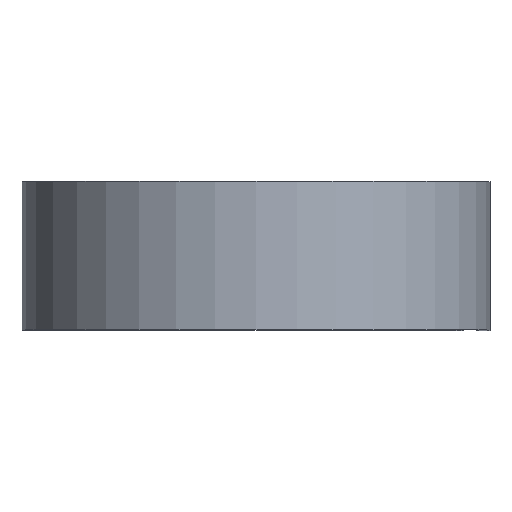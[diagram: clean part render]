
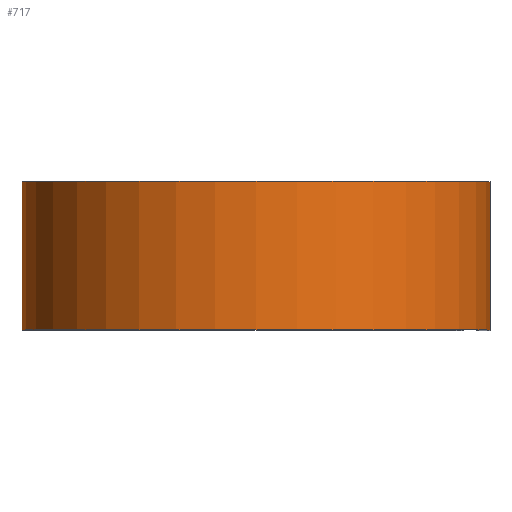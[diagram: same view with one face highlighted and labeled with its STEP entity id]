
A CAD part, top view. The second image highlights one B-rep face of the part: STEP entity #717.
In plain terms, the highlighted cylindrical face has radius 25.032 mm (diameter 50.063 mm), a partial arc.
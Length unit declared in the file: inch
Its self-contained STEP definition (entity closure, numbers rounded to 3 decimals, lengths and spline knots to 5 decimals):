
#15 = EDGE_LOOP ( 'NONE', ( #226, #254, #501, #212 ) ) ;
#33 = CIRCLE ( 'NONE', #139, 0.9855 ) ;
#50 = CARTESIAN_POINT ( 'NONE',  ( 0., -0.3125, -0.9855 ) ) ;
#80 = CARTESIAN_POINT ( 'NONE',  ( 0., 0.3125, -0.9855 ) ) ;
#87 = EDGE_CURVE ( 'NONE', #269, #236, #33, .T. ) ;
#112 = CARTESIAN_POINT ( 'NONE',  ( 0., 0.3125, -0.9855 ) ) ;
#139 = AXIS2_PLACEMENT_3D ( 'NONE', #563, #570, #564 ) ;
#169 = CYLINDRICAL_SURFACE ( 'NONE', #383, 0.9855 ) ;
#200 = CIRCLE ( 'NONE', #422, 0.9855 ) ;
#212 = ORIENTED_EDGE ( 'NONE', *, *, #627, .T. ) ;
#226 = ORIENTED_EDGE ( 'NONE', *, *, #734, .T. ) ;
#234 = EDGE_CURVE ( 'NONE', #236, #592, #527, .T. ) ;
#236 = VERTEX_POINT ( 'NONE', #597 ) ;
#248 = DIRECTION ( 'NONE',  ( 0., -1., 0. ) ) ;
#254 = ORIENTED_EDGE ( 'NONE', *, *, #234, .F. ) ;
#263 = VECTOR ( 'NONE', #320, 39.37008 ) ;
#269 = VERTEX_POINT ( 'NONE', #80 ) ;
#300 = LINE ( 'NONE', #112, #331 ) ;
#306 = CARTESIAN_POINT ( 'NONE',  ( 0., -0.3125, 0. ) ) ;
#311 = DIRECTION ( 'NONE',  ( 0., 1., 0. ) ) ;
#315 = DIRECTION ( 'NONE',  ( 1., 0., 0. ) ) ;
#320 = DIRECTION ( 'NONE',  ( 0., -1., 0. ) ) ;
#331 = VECTOR ( 'NONE', #248, 39.37008 ) ;
#359 = VERTEX_POINT ( 'NONE', #50 ) ;
#383 = AXIS2_PLACEMENT_3D ( 'NONE', #515, #613, #712 ) ;
#400 = CARTESIAN_POINT ( 'NONE',  ( 0.9855, -0.3125, 0. ) ) ;
#422 = AXIS2_PLACEMENT_3D ( 'NONE', #306, #311, #315 ) ;
#475 = CARTESIAN_POINT ( 'NONE',  ( 0.9855, 0.3125, 0. ) ) ;
#501 = ORIENTED_EDGE ( 'NONE', *, *, #87, .F. ) ;
#515 = CARTESIAN_POINT ( 'NONE',  ( 0., 0.3125, 0. ) ) ;
#527 = LINE ( 'NONE', #475, #263 ) ;
#563 = CARTESIAN_POINT ( 'NONE',  ( 0., 0.3125, 0. ) ) ;
#564 = DIRECTION ( 'NONE',  ( 1., 0., 0. ) ) ;
#570 = DIRECTION ( 'NONE',  ( 0., 1., 0. ) ) ;
#592 = VERTEX_POINT ( 'NONE', #400 ) ;
#597 = CARTESIAN_POINT ( 'NONE',  ( 0.9855, 0.3125, 0. ) ) ;
#613 = DIRECTION ( 'NONE',  ( 0., -1., 0. ) ) ;
#627 = EDGE_CURVE ( 'NONE', #269, #359, #300, .T. ) ;
#661 = FACE_OUTER_BOUND ( 'NONE', #15, .T. ) ;
#712 = DIRECTION ( 'NONE',  ( 0., 0., -1. ) ) ;
#717 = ADVANCED_FACE ( 'NONE', ( #661 ), #169, .T. ) ;
#734 = EDGE_CURVE ( 'NONE', #359, #592, #200, .T. ) ;
